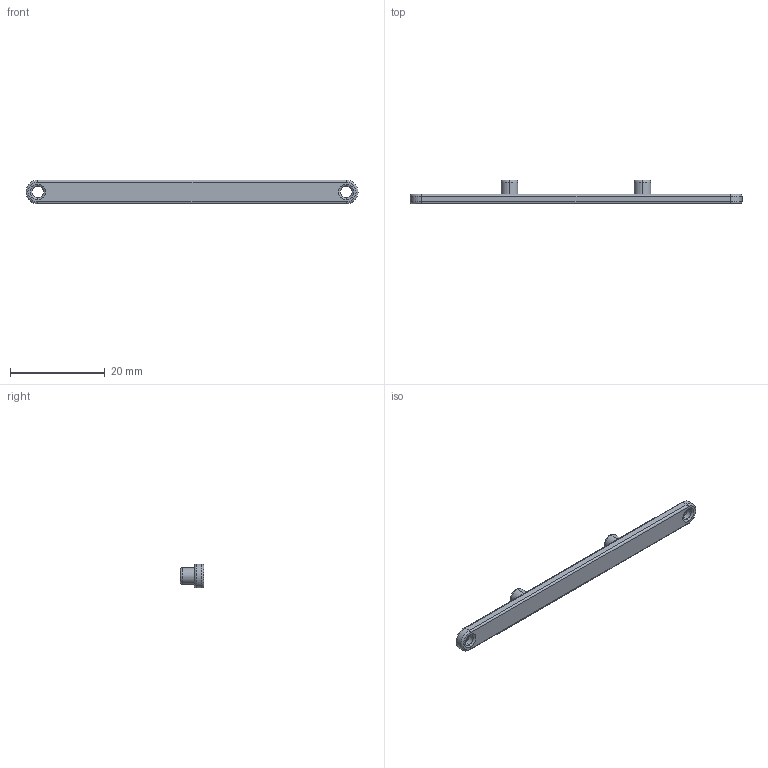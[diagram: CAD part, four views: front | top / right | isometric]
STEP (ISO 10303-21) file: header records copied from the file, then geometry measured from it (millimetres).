
FILE_DESCRIPTION (( 'STEP AP214' ), '1' );
FILE_NAME ('baffle.STEP', '2025-09-16T14:11:02', ( '' ), ( '' ), 'SwSTEP 2.0', 'SolidWorks 2023', '' );
FILE_SCHEMA (( 'AUTOMOTIVE_DESIGN' ));
Length unit declared in the file: millimetre
Products named in the file (2): baffle
Assembly tree (1 placements, depth 2):
  baffle
    baffle
Bounding box: 70 x 5 x 5 mm (x, y, z)
Volume: 715.5 mm3; surface area: 999.2 mm2
Topology: 1 solids, 1 shells, 36 faces, 76 edges, 44 vertices
Faces by surface type: torus 16, cylinder 14, plane 6
Entity records: 1039 total; most frequent: DIRECTION 212, CARTESIAN_POINT 160, ORIENTED_EDGE 152, AXIS2_PLACEMENT_3D 96, EDGE_CURVE 76, CIRCLE 56, VERTEX_POINT 44, EDGE_LOOP 42
